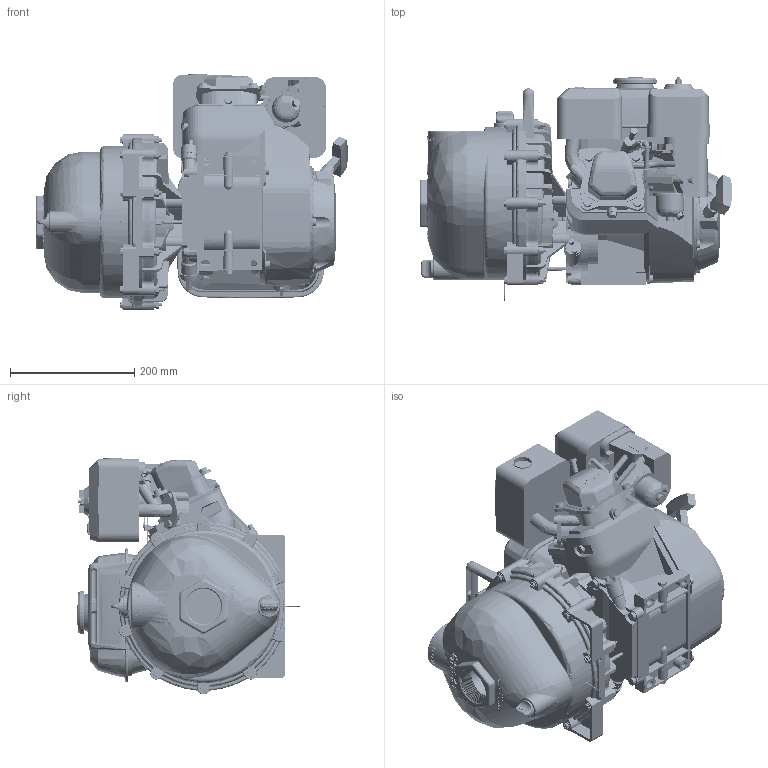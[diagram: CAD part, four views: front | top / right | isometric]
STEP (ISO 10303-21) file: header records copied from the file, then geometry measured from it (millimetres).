
FILE_DESCRIPTION(/* description */ ('2" POLY PUMP W/ 5.5 HP HONDA, FKM'),/* implementation_level */ '2;1');
FILE_NAME(/* name */ '200PH-5V.stp',/* time_stamp */ '2019-08-16T14:55:41-04:00',/* author */ ('MJC'),/* organization */ (''),/* preprocessor_version */ 'ST-DEVELOPER v17.2',/* originating_system */ 'Autodesk Inventor 2019',/* authorisation */ '');
FILE_SCHEMA (('AUTOMOTIVE_DESIGN { 1 0 10303 214 3 1 1 }'));
Products named in the file (28): 200PH-5V; 12703A; 12712AVP; X12712A; 12777; UV15163V; 12702A; 12733V; 12733V_1; 12710V; 12715A; 12717V; 12705V; 12900; 12725; 12719AV; 12754V; 12720; V07018; V07019; 12775A; 12902A; 12765A; 12772; 12901; E5H; A204V; 12716
Assembly tree (66 placements, depth 3):
  200PH-5V
    12703A
    12712AVP
      X12712A
      12777  x2
      UV15163V  x2
    12702A
    12733V
      12733V_1
      12710V
    12715A  x4
    12717V  x4
    12705V
    12900
    12725  x2
    12719AV
    12754V
    12720  x10
    V07018  x10
    V07019  x10
    12775A
    12902A
    12765A
    12772
    12901  x4
    E5H
    A204V
    12716
Bounding box: 501.96 x 369.25 x 380.58 mm (x, y, z)
Volume: 18796940.2 mm3; surface area: 1836130.7 mm2
Topology: 86 solids, 86 shells, 8935 faces, 25113 edges, 16486 vertices
Faces by surface type: plane 2797, cylinder 2274, cone 1890, bspline 1247, torus 701, sphere 26
Full cylindrical faces by diameter (mm): 2.87 x2, 2.921 x2, 3.505 x14, 4.572 x1, 4.826 x2, 4.877 x6, 5.207 x2, 5.588 x7, 6 x1, 6.35 x430, 6.65 x26, 6.782 x1, 6.858 x20, 7.938 x4, 8 x3, 8.731 x4, 9.4 x2, 9.525 x2, 10 x1, 11.1 x1, 11.112 x3, 11.906 x4, 12 x2, 12.7 x2, 13 x5, 13.208 x10, 15 x3, 17.399 x1, 17.475 x6, 18 x1
Entity records: 267411 total; most frequent: CARTESIAN_POINT 123525, ORIENTED_EDGE 32388, DIRECTION 25989, EDGE_CURVE 16194, VERTEX_POINT 10613, AXIS2_PLACEMENT_3D 9389, LINE 7211, VECTOR 7211
